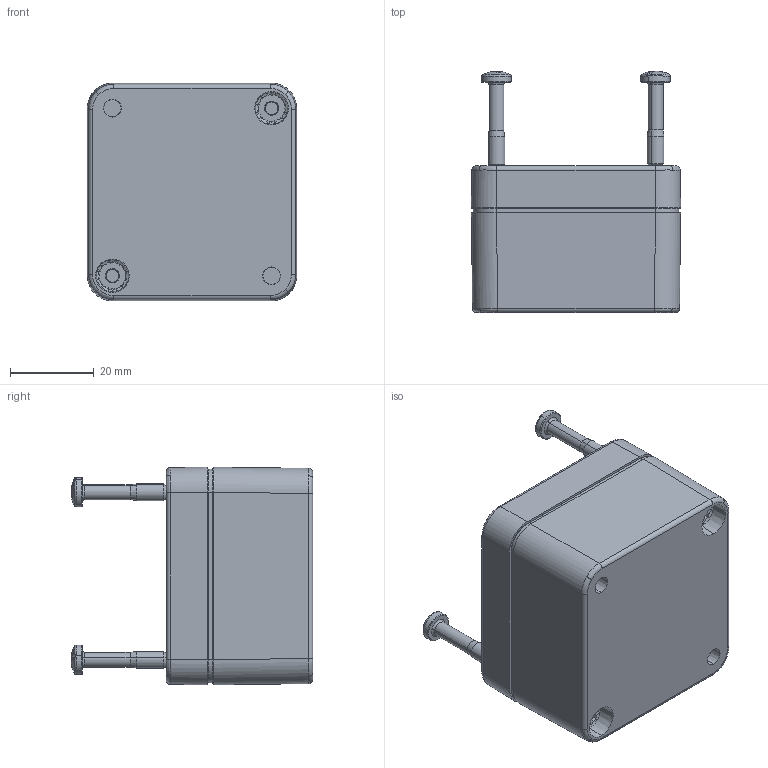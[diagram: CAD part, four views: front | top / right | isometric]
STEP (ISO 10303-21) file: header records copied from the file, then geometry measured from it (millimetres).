
FILE_DESCRIPTION(('FreeCAD Model'),'2;1');
FILE_NAME('525035.STEP', '2026-03-24T15:06:23',('Author'),(''), 'Open CASCADE STEP processor 7.3','FreeCAD','Unknown');
FILE_SCHEMA(('AUTOMOTIVE_DESIGN { 1 0 10303 214 1 1 1 1 }'));
Length unit declared in the file: millimetre
Products named in the file (7): 525035; 31090_Standard001; 31090_Standard; 31090-Einpressbuchse_Standard001; 5200.008.0_Standard001; 32090_Standard; 82007_eingebaut_im_Deckel_Typ_0505_04
Assembly tree (8 placements, depth 3):
  525035
    31090_Standard001
      31090_Standard
      31090-Einpressbuchse_Standard001  x2
    5200.008.0_Standard001  x2
    32090_Standard
    82007_eingebaut_im_Deckel_Typ_0505_04
Bounding box: 50 x 57.63 x 52 mm (x, y, z)
Volume: 30813.1 mm3; surface area: 27125.7 mm2
Topology: 7 solids, 7 shells, 833 faces, 2022 edges, 1229 vertices
Faces by surface type: plane 315, cylinder 211, bspline 177, cone 82, torus 44, sphere 4
Entity records: 29504 total; most frequent: CARTESIAN_POINT 13412, ORIENTED_EDGE 3464, DIRECTION 2938, EDGE_CURVE 1732, AXIS2_PLACEMENT_3D 1055, VERTEX_POINT 1043, LINE 828, VECTOR 828
